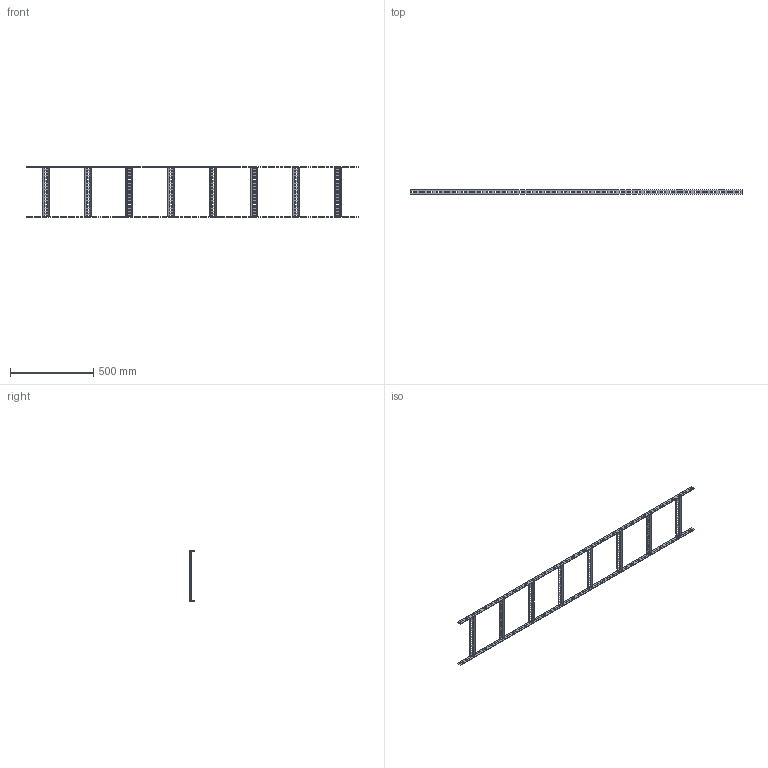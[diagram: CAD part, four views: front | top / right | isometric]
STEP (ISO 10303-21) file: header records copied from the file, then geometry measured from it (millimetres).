
FILE_DESCRIPTION (( 'STEP AP214' ), '1' );
FILE_NAME ('7097174.stp', '2018-01-25T16:16:50', ( '' ), ( '' ), 'SwSTEP 2.0', 'SolidWorks 2016', '' );
FILE_SCHEMA (( 'AUTOMOTIVE_DESIGN' ));
Length unit declared in the file: millimetre
Products named in the file (3): KTS 20.002-006_ohne OBO-Logo; KTS 20.002-002_T-Sprosse-300 56ø; 7097174
Assembly tree (10 placements, depth 2):
  7097174
    KTS 20.002-002_T-Sprosse-300 56ø  x8
    KTS 20.002-006_ohne OBO-Logo  x2
Bounding box: 1994 x 25 x 306 mm (x, y, z)
Volume: 354890.1 mm3; surface area: 428771.4 mm2
Topology: 10 solids, 10 shells, 1132 faces, 3336 edges, 2224 vertices
Faces by surface type: plane 604, cylinder 528
Entity records: 10398 total; most frequent: DIRECTION 1806, CARTESIAN_POINT 1769, ORIENTED_EDGE 1752, EDGE_CURVE 876, AXIS2_PLACEMENT_3D 621, VERTEX_POINT 584, LINE 564, VECTOR 564
